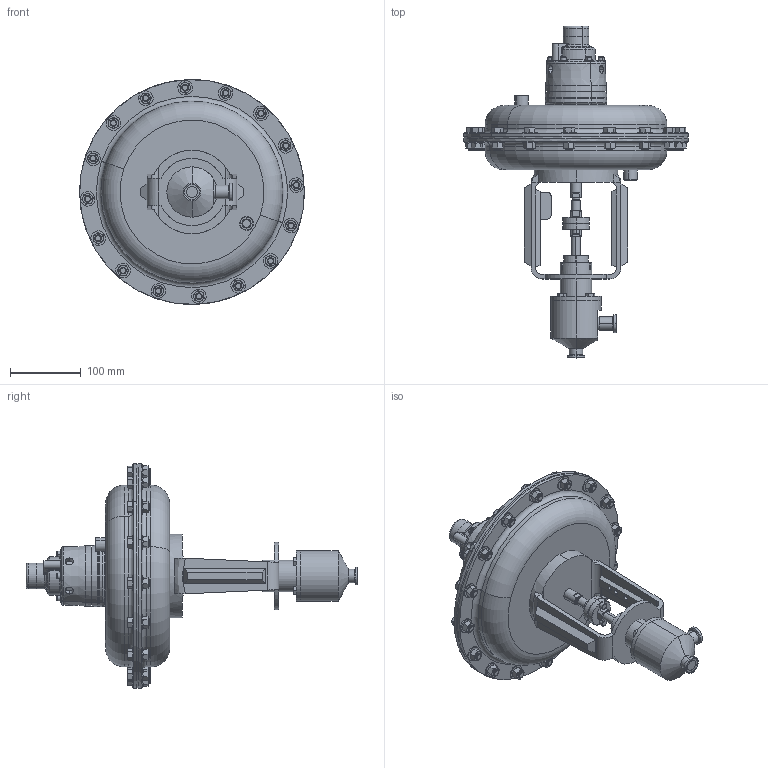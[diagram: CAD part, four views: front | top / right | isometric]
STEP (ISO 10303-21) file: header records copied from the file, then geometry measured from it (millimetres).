
FILE_DESCRIPTION (( 'STEP AP203' ), '1' );
FILE_NAME ('978ETP-075-JD-55M.STEP', '2017-06-12T19:31:32', ( '' ), ( '' ), 'SwSTEP 2.0', 'SolidWorks 2014', '' );
FILE_SCHEMA (( 'CONFIG_CONTROL_DESIGN' ));
Length unit declared in the file: inch
Products named in the file (2): 978ETP-075-JD-55M
Bounding box: 317.49 x 468.84 x 317.42 mm (x, y, z)
Volume: 6030225.4 mm3; surface area: 367672.8 mm2
Topology: 1 solids, 3 shells, 1311 faces, 3003 edges, 1811 vertices
Faces by surface type: plane 555, cone 438, cylinder 261, torus 46, bspline 11
Entity records: 40137 total; most frequent: CARTESIAN_POINT 11109, DIRECTION 6025, ORIENTED_EDGE 5982, EDGE_CURVE 2991, AXIS2_PLACEMENT_3D 2465, VERTEX_POINT 1811, EDGE_LOOP 1458, ADVANCED_FACE 1311
